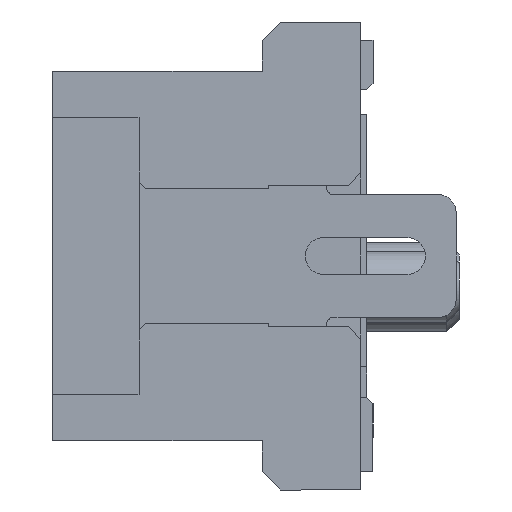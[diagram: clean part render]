
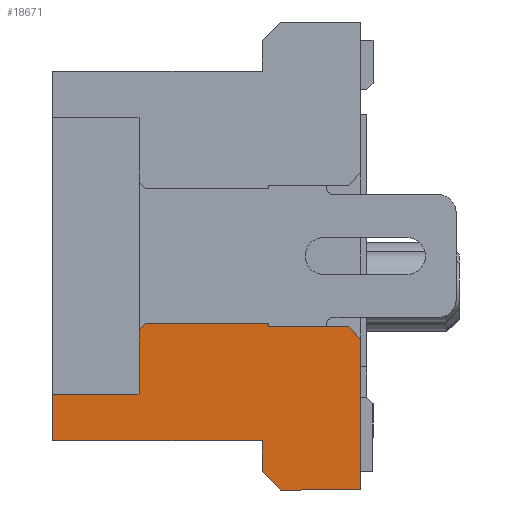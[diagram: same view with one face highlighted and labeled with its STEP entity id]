
A CAD part, left-side view. The second image highlights one B-rep face of the part: STEP entity #18671.
In plain terms, the highlighted planar face has unit normal (-1, 0, 0).
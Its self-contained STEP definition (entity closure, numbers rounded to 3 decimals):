
#1230 = LINE ( 'NONE', #26613, #30028 ) ;
#1850 = LINE ( 'NONE', #42140, #9994 ) ;
#2355 = DIRECTION ( 'NONE',  ( 0., -1., 0. ) ) ;
#2773 = VERTEX_POINT ( 'NONE', #30576 ) ;
#2887 = VERTEX_POINT ( 'NONE', #28272 ) ;
#3289 = EDGE_CURVE ( 'NONE', #26901, #39465, #30388, .T. ) ;
#3554 = LINE ( 'NONE', #15902, #31285 ) ;
#4332 = CARTESIAN_POINT ( 'NONE',  ( -14.2, 3.8, 2.75 ) ) ;
#4629 = ORIENTED_EDGE ( 'NONE', *, *, #38424, .F. ) ;
#4796 = EDGE_CURVE ( 'NONE', #2773, #44421, #42624, .T. ) ;
#4893 = LINE ( 'NONE', #17884, #22271 ) ;
#6054 = ORIENTED_EDGE ( 'NONE', *, *, #37780, .F. ) ;
#6531 = DIRECTION ( 'NONE',  ( -1., 0., 0. ) ) ;
#6848 = VECTOR ( 'NONE', #23909, 1000. ) ;
#7108 = ORIENTED_EDGE ( 'NONE', *, *, #28747, .T. ) ;
#7441 = CARTESIAN_POINT ( 'NONE',  ( -14.2, 0.4, -0.65 ) ) ;
#7534 = EDGE_CURVE ( 'NONE', #33874, #26901, #13714, .T. ) ;
#7703 = ORIENTED_EDGE ( 'NONE', *, *, #40341, .T. ) ;
#8270 = ORIENTED_EDGE ( 'NONE', *, *, #44925, .F. ) ;
#8473 = VERTEX_POINT ( 'NONE', #18766 ) ;
#8664 = VECTOR ( 'NONE', #35591, 1000. ) ;
#9054 = LINE ( 'NONE', #40336, #26402 ) ;
#9620 = LINE ( 'NONE', #39445, #25889 ) ;
#9994 = VECTOR ( 'NONE', #24886, 1000. ) ;
#10486 = VERTEX_POINT ( 'NONE', #7441 ) ;
#10825 = ORIENTED_EDGE ( 'NONE', *, *, #40153, .T. ) ;
#10830 = VECTOR ( 'NONE', #17572, 1000. ) ;
#11535 = CARTESIAN_POINT ( 'NONE',  ( -14.2, 0.2, -0.85 ) ) ;
#11590 = VERTEX_POINT ( 'NONE', #12465 ) ;
#11739 = DIRECTION ( 'NONE',  ( 0., 0., -1. ) ) ;
#12105 = ORIENTED_EDGE ( 'NONE', *, *, #3289, .F. ) ;
#12465 = CARTESIAN_POINT ( 'NONE',  ( -14.2, 3.8, -1.75 ) ) ;
#12474 = ORIENTED_EDGE ( 'NONE', *, *, #23810, .T. ) ;
#13077 = VECTOR ( 'NONE', #28625, 1000. ) ;
#13106 = EDGE_CURVE ( 'NONE', #20283, #41201, #43531, .T. ) ;
#13714 = LINE ( 'NONE', #37045, #40272 ) ;
#14820 = CARTESIAN_POINT ( 'NONE',  ( -14.2, 3.8, -1.75 ) ) ;
#15902 = CARTESIAN_POINT ( 'NONE',  ( -14.2, 1.5, -3.3 ) ) ;
#17142 = CARTESIAN_POINT ( 'NONE',  ( -14.2, 5.2, 2.5 ) ) ;
#17572 = DIRECTION ( 'NONE',  ( 0., 0., 1. ) ) ;
#17622 = ORIENTED_EDGE ( 'NONE', *, *, #34641, .T. ) ;
#17801 = ORIENTED_EDGE ( 'NONE', *, *, #4796, .T. ) ;
#17851 = VERTEX_POINT ( 'NONE', #43557 ) ;
#17884 = CARTESIAN_POINT ( 'NONE',  ( -14.2, 1.7, -0.6 ) ) ;
#18549 = CARTESIAN_POINT ( 'NONE',  ( -14.2, 1.8, -2.5 ) ) ;
#18671 = ADVANCED_FACE ( 'NONE', ( #26621 ), #20330, .T. ) ;
#18766 = CARTESIAN_POINT ( 'NONE',  ( -14.2, 1.7, -0.65 ) ) ;
#19161 = VERTEX_POINT ( 'NONE', #36975 ) ;
#19964 = ORIENTED_EDGE ( 'NONE', *, *, #40877, .T. ) ;
#20283 = VERTEX_POINT ( 'NONE', #11535 ) ;
#20330 = PLANE ( 'NONE',  #35895 ) ;
#21021 = CARTESIAN_POINT ( 'NONE',  ( -14.2, 0.2, -3.3 ) ) ;
#21166 = CARTESIAN_POINT ( 'NONE',  ( -14.2, 3.7, -0.6 ) ) ;
#22271 = VECTOR ( 'NONE', #35217, 1000. ) ;
#22281 = LINE ( 'NONE', #4332, #13077 ) ;
#22346 = DIRECTION ( 'NONE',  ( 0., 0., -1. ) ) ;
#23059 = DIRECTION ( 'NONE',  ( 0., -0.707, -0.707 ) ) ;
#23810 = EDGE_CURVE ( 'NONE', #11590, #39465, #37402, .T. ) ;
#23909 = DIRECTION ( 'NONE',  ( 0., 1., 0. ) ) ;
#23956 = CARTESIAN_POINT ( 'NONE',  ( -14.2, 0.1, -0.6 ) ) ;
#24657 = ORIENTED_EDGE ( 'NONE', *, *, #13106, .F. ) ;
#24886 = DIRECTION ( 'NONE',  ( 0., 0.707, -0.707 ) ) ;
#25516 = DIRECTION ( 'NONE',  ( 0., 0.707, 0.707 ) ) ;
#25889 = VECTOR ( 'NONE', #11739, 1000. ) ;
#26402 = VECTOR ( 'NONE', #23059, 1000. ) ;
#26613 = CARTESIAN_POINT ( 'NONE',  ( -14.2, 1.7, -0.65 ) ) ;
#26621 = FACE_OUTER_BOUND ( 'NONE', #37543, .T. ) ;
#26901 = VERTEX_POINT ( 'NONE', #27909 ) ;
#27314 = CARTESIAN_POINT ( 'NONE',  ( -14.2, 5.2, -1.75 ) ) ;
#27909 = CARTESIAN_POINT ( 'NONE',  ( -14.2, 5.2, -2.5 ) ) ;
#27971 = VECTOR ( 'NONE', #25516, 1000. ) ;
#28272 = CARTESIAN_POINT ( 'NONE',  ( -14.2, 1.8, -3. ) ) ;
#28625 = DIRECTION ( 'NONE',  ( 0., 0., 1. ) ) ;
#28747 = EDGE_CURVE ( 'NONE', #20283, #10486, #37147, .T. ) ;
#29051 = CARTESIAN_POINT ( 'NONE',  ( -14.2, 0.525, -0.525 ) ) ;
#30028 = VECTOR ( 'NONE', #2355, 1000. ) ;
#30388 = LINE ( 'NONE', #17142, #10830 ) ;
#30576 = CARTESIAN_POINT ( 'NONE',  ( -14.2, 1.7, -0.6 ) ) ;
#30700 = CARTESIAN_POINT ( 'NONE',  ( -14.2, 0., 0. ) ) ;
#30853 = DIRECTION ( 'NONE',  ( 0., 0., 1. ) ) ;
#31285 = VECTOR ( 'NONE', #40135, 1000. ) ;
#33874 = VERTEX_POINT ( 'NONE', #18549 ) ;
#34641 = EDGE_CURVE ( 'NONE', #44421, #19161, #1850, .T. ) ;
#35217 = DIRECTION ( 'NONE',  ( 0., 0., -1. ) ) ;
#35591 = DIRECTION ( 'NONE',  ( 0., 1., 0. ) ) ;
#35895 = AXIS2_PLACEMENT_3D ( 'NONE', #30700, #6531, #30853 ) ;
#36975 = CARTESIAN_POINT ( 'NONE',  ( -14.2, 3.8, -0.7 ) ) ;
#37045 = CARTESIAN_POINT ( 'NONE',  ( -14.2, 0.4, -2.5 ) ) ;
#37094 = DIRECTION ( 'NONE',  ( 0., 1., 0. ) ) ;
#37147 = LINE ( 'NONE', #29051, #27971 ) ;
#37402 = LINE ( 'NONE', #14820, #8664 ) ;
#37543 = EDGE_LOOP ( 'NONE', ( #8270, #6054, #17801, #17622, #4629, #12474, #12105, #41621, #10825, #7703, #19964, #24657, #7108 ) ) ;
#37780 = EDGE_CURVE ( 'NONE', #2773, #8473, #4893, .T. ) ;
#38424 = EDGE_CURVE ( 'NONE', #11590, #19161, #22281, .T. ) ;
#39445 = CARTESIAN_POINT ( 'NONE',  ( -14.2, 1.8, -2.5 ) ) ;
#39465 = VERTEX_POINT ( 'NONE', #27314 ) ;
#40135 = DIRECTION ( 'NONE',  ( 0., -1., 0. ) ) ;
#40153 = EDGE_CURVE ( 'NONE', #33874, #2887, #9620, .T. ) ;
#40272 = VECTOR ( 'NONE', #37094, 1000. ) ;
#40336 = CARTESIAN_POINT ( 'NONE',  ( -14.2, 1.8, -3. ) ) ;
#40341 = EDGE_CURVE ( 'NONE', #2887, #17851, #9054, .T. ) ;
#40877 = EDGE_CURVE ( 'NONE', #17851, #41201, #3554, .T. ) ;
#41201 = VERTEX_POINT ( 'NONE', #21021 ) ;
#41621 = ORIENTED_EDGE ( 'NONE', *, *, #7534, .F. ) ;
#42140 = CARTESIAN_POINT ( 'NONE',  ( -14.2, 1.55, 1.55 ) ) ;
#42455 = VECTOR ( 'NONE', #22346, 1000. ) ;
#42624 = LINE ( 'NONE', #23956, #6848 ) ;
#43074 = CARTESIAN_POINT ( 'NONE',  ( -14.2, 0.2, -1.8 ) ) ;
#43531 = LINE ( 'NONE', #43074, #42455 ) ;
#43557 = CARTESIAN_POINT ( 'NONE',  ( -14.2, 1.5, -3.3 ) ) ;
#44421 = VERTEX_POINT ( 'NONE', #21166 ) ;
#44925 = EDGE_CURVE ( 'NONE', #8473, #10486, #1230, .T. ) ;
